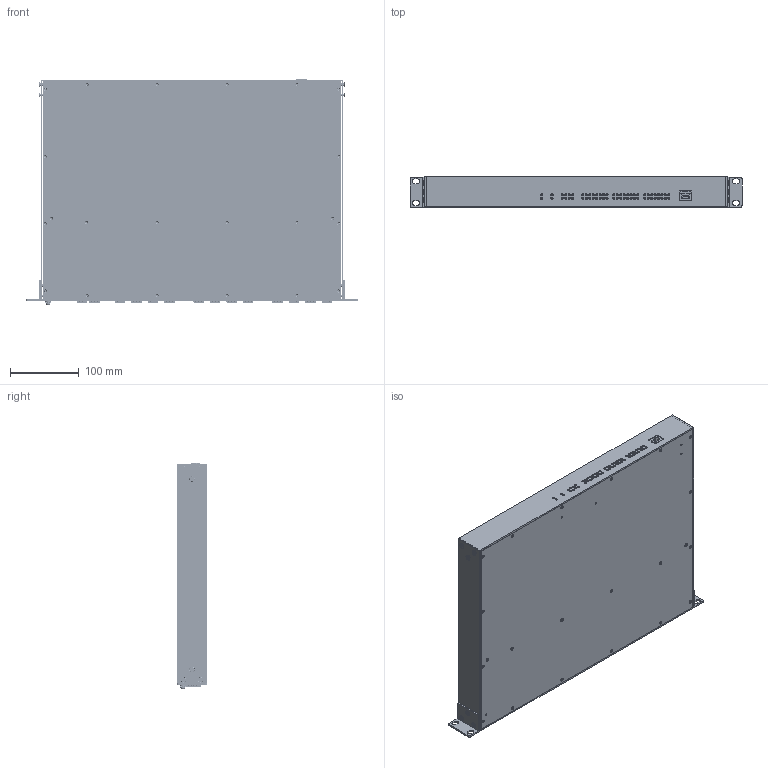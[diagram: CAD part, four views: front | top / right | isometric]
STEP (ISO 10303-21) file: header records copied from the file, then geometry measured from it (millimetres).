
FILE_DESCRIPTION((''),'2;1');
FILE_NAME('000_3024P-311_ASM_ASM_ASM','2023-05-31T',('jitianxu'),(''),'PRO/ENGINEER BY PARAMETRIC TECHNOLOGY CORPORATION, 2009360','PRO/ENGINEER BY PARAMETRIC TECHNOLOGY CORPORATION, 2009360','');
FILE_SCHEMA(('AUTOMOTIVE_DESIGN_CC2 { 1 2 10303 214 -1 1 5 2 }'));
Length unit declared in the file: millimetre
Products named in the file (28): 3024_QIAN_2__13; 3024_CEGAI_2__4; 3024_CEGAI_1_2__4; 3024_XUJI1_2__18; MANIFOLD_SOLID_BREP_27094__17; DI_2__ASM_1_ASM_ASM_ASM_ASM_ASM_ASM; 3024_GAI_2__11; 3024_SIFANG_ASM_2__ASM_6_ASM_AS_ASM; 107011511-5-508-JH-90__1; 107011501-3-508-JH-90__1; 104102005-1-2LED-LEK_7; PRODUCT_9878_ASM_13_ASM_ASM_ASM_ASM; 107022026-1-1RJ45-XM_2; __ASM_13_ASM_ASM_ASM_ASM_ASM_AS_ASM; M4-PDM-LUOMU_1; 3024P-GUAE_1; 000_3024P-QCX_ASM_34_ASM_ASM_AS_ASM; 25-40000_2; M4-8_3; 000_3024P-QCX_ASM_ASM_ASM-47220_ASM; 000_3024P-QCX_ASM_ASM_ASM-67468_ASM; HUADIANQUAN; M4-JIEID; 000_3024P-QCX_ASM_ASM_ASM_ASM_A_ASM; 000_3024P-QCX_ASM_ASM_ASM_ASM_ASM; 102990206-1-2SFP-PUL-_1; 102990206-1-2SFP-PUL__1_; 000_3024P-311_ASM_ASM_ASM
Assembly tree (95 placements, depth 9):
  000_3024P-311_ASM_ASM_ASM
    000_3024P-QCX_ASM_ASM_ASM_ASM_ASM
      000_3024P-QCX_ASM_ASM_ASM_ASM_A_ASM
        000_3024P-QCX_ASM_ASM_ASM-67468_ASM
          000_3024P-QCX_ASM_ASM_ASM-47220_ASM
            000_3024P-QCX_ASM_34_ASM_ASM_AS_ASM
              3024_SIFANG_ASM_2__ASM_6_ASM_AS_ASM
                3024_QIAN_2__13
                3024_CEGAI_2__4
                3024_CEGAI_1_2__4
                3024_XUJI1_2__18
                DI_2__ASM_1_ASM_ASM_ASM_ASM_ASM_ASM
                  MANIFOLD_SOLID_BREP_27094__17
                3024_GAI_2__11
              107011511-5-508-JH-90__1
              107011501-3-508-JH-90__1
              __ASM_13_ASM_ASM_ASM_ASM_ASM_AS_ASM
                PRODUCT_9878_ASM_13_ASM_ASM_ASM_ASM
                  104102005-1-2LED-LEK_7
                104102005-1-2LED-LEK_7  x29
                107022026-1-1RJ45-XM_2
              M4-PDM-LUOMU_1
              3024P-GUAE_1  x2
            25-40000_2
            M4-8_3  x12
          25-40000_2  x15
        HUADIANQUAN
        M4-JIEID
    102990206-1-2SFP-PUL-_1  x2
    102990206-1-2SFP-PUL__1_  x12
Bounding box: 483 x 44 x 328.42 mm (x, y, z)
Volume: 688513.2 mm3; surface area: 896674.5 mm2
Topology: 86 solids, 87 shells, 7199 faces, 20754 edges, 14360 vertices
Faces by surface type: plane 4821, cylinder 2028, cone 146, sphere 120, torus 68, extrusion 16
Entity records: 72159 total; most frequent: CARTESIAN_POINT 11974, DIRECTION 11038, ORIENTED_EDGE 10800, EDGE_CURVE 5402, AXIS2_PLACEMENT_3D 3737, VERTEX_POINT 3690, VECTOR 3564, LINE 3548
